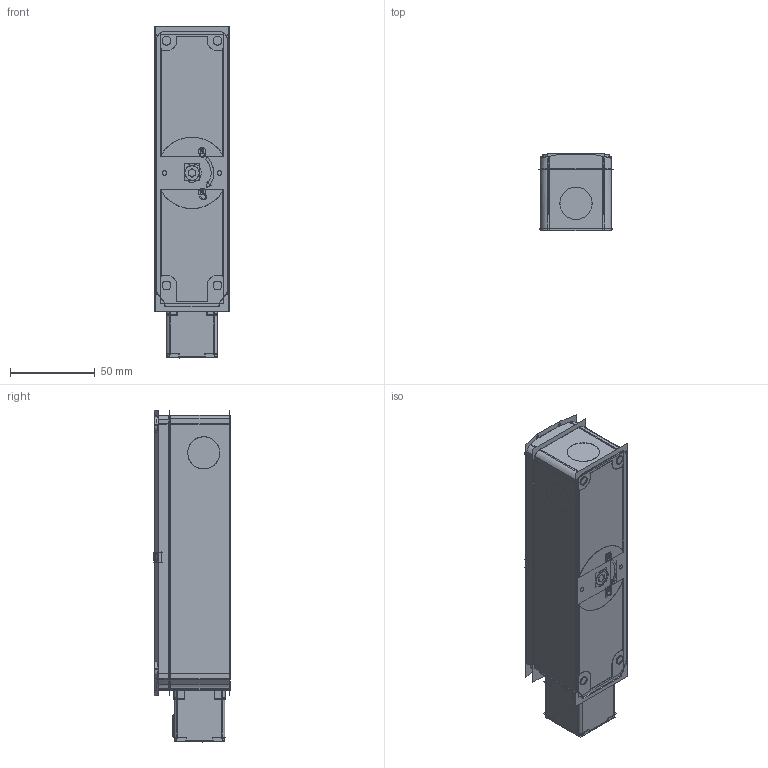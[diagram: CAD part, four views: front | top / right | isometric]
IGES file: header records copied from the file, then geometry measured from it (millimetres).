
Start section:  PTC IGES file: 220720.igs
Global section: file name: 220720.igs; native system: Creo Parametric by PTC Inc.; preprocessor: 2019292; author: PDMAdmin; organization: Unknown; date: 20201123.131748; units: millimetre
Bounding box: 43.68 x 45.27 x 195.33 mm (x, y, z)
Surface area: 480008.5 mm2
Topology: 3 solids, 7 shells, 2476 faces, 17439 edges, 25223 vertices
Faces by surface type: extrusion 864, revolution 832, bspline 780
